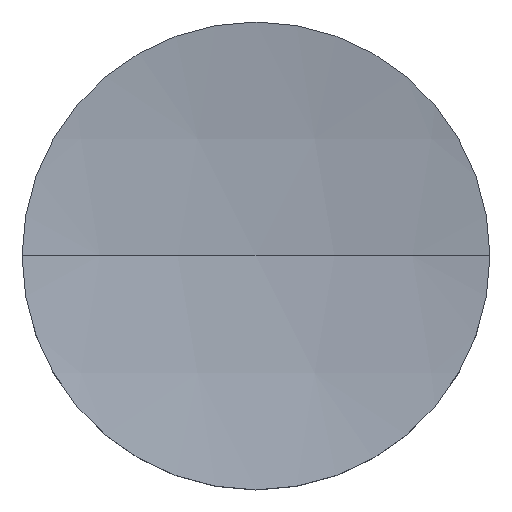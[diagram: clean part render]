
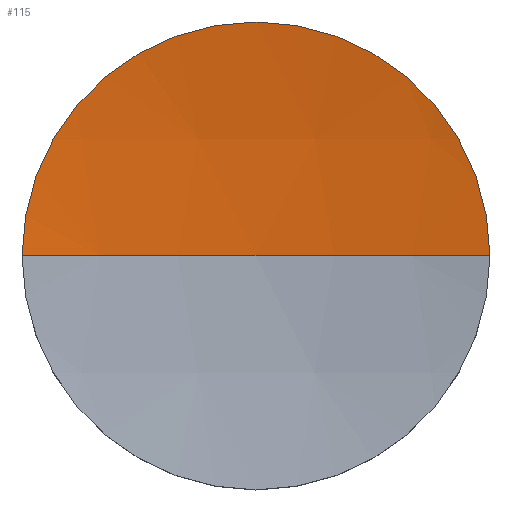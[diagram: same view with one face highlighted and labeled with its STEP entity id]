
A CAD part, top view. The second image highlights one B-rep face of the part: STEP entity #115.
In plain terms, the highlighted spherical face has radius 75 mm.
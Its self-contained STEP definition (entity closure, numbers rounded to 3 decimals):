
#4 = AXIS2_PLACEMENT_3D ( 'NONE', #149, #74, #135 ) ;
#6 = CARTESIAN_POINT ( 'NONE',  ( 12.7, 0., 6. ) ) ;
#8 = ORIENTED_EDGE ( 'NONE', *, *, #168, .F. ) ;
#10 = FACE_OUTER_BOUND ( 'NONE', #104, .T. ) ;
#19 = ORIENTED_EDGE ( 'NONE', *, *, #65, .F. ) ;
#20 = ORIENTED_EDGE ( 'NONE', *, *, #82, .T. ) ;
#22 = CIRCLE ( 'NONE', #40, 12.7 ) ;
#30 = CARTESIAN_POINT ( 'NONE',  ( 0., 0., 79.917 ) ) ;
#31 = CIRCLE ( 'NONE', #143, 75. ) ;
#32 = DIRECTION ( 'NONE',  ( 1., 0., 0. ) ) ;
#40 = AXIS2_PLACEMENT_3D ( 'NONE', #113, #111, #32 ) ;
#57 = DIRECTION ( 'NONE',  ( 1., 0., 0. ) ) ;
#65 = EDGE_CURVE ( 'NONE', #119, #139, #31, .T. ) ;
#71 = AXIS2_PLACEMENT_3D ( 'NONE', #180, #124, #57 ) ;
#74 = DIRECTION ( 'NONE',  ( 0., -1., 0. ) ) ;
#82 = EDGE_CURVE ( 'NONE', #106, #139, #87, .T. ) ;
#87 = CIRCLE ( 'NONE', #71, 75. ) ;
#104 = EDGE_LOOP ( 'NONE', ( #8, #20, #19 ) ) ;
#106 = VERTEX_POINT ( 'NONE', #153 ) ;
#111 = DIRECTION ( 'NONE',  ( 0., 0., -1. ) ) ;
#112 = CARTESIAN_POINT ( 'NONE',  ( 0., 0., 4.917 ) ) ;
#113 = CARTESIAN_POINT ( 'NONE',  ( 0., 0., 6. ) ) ;
#115 = ADVANCED_FACE ( 'NONE', ( #10 ), #183, .F. ) ;
#119 = VERTEX_POINT ( 'NONE', #6 ) ;
#123 = DIRECTION ( 'NONE',  ( 0., 1., 0. ) ) ;
#124 = DIRECTION ( 'NONE',  ( 0., -1., 0. ) ) ;
#135 = DIRECTION ( 'NONE',  ( 1., 0., 0. ) ) ;
#139 = VERTEX_POINT ( 'NONE', #112 ) ;
#143 = AXIS2_PLACEMENT_3D ( 'NONE', #30, #123, #182 ) ;
#149 = CARTESIAN_POINT ( 'NONE',  ( 0., 0., 79.917 ) ) ;
#153 = CARTESIAN_POINT ( 'NONE',  ( -12.7, 0., 6. ) ) ;
#168 = EDGE_CURVE ( 'NONE', #106, #119, #22, .T. ) ;
#180 = CARTESIAN_POINT ( 'NONE',  ( 0., 0., 79.917 ) ) ;
#182 = DIRECTION ( 'NONE',  ( 0., 0., 1. ) ) ;
#183 = SPHERICAL_SURFACE ( 'NONE', #4, 75. ) ;
